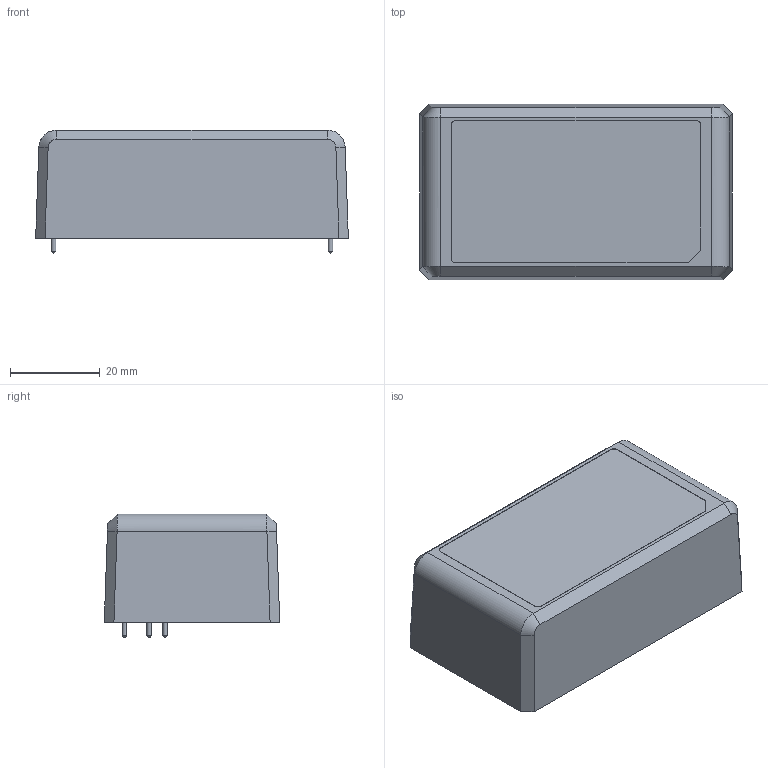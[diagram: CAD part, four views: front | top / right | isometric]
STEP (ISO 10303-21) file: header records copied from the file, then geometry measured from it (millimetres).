
FILE_DESCRIPTION(('FreeCAD Model'),'2;1');
FILE_NAME( 'IRM-30_sp.step', '2018-05-21T14:08:48',('kicad StepUp'),('ksu MCAD'), 'Open CASCADE STEP processor 6.8','FreeCAD','Unknown');
FILE_SCHEMA(('AUTOMOTIVE_DESIGN_CC2 { 1 2 10303 214 -1 1 5 4 }'));
Length unit declared in the file: millimetre
Products named in the file (1): IRM-30_sp
Bounding box: 69.5 x 39 x 27.5 mm (x, y, z)
Volume: 62011.7 mm3; surface area: 10226.2 mm2
Topology: 1 solids, 1 shells, 73 faces, 180 edges, 116 vertices
Faces by surface type: plane 40, cylinder 25, cone 4, bspline 4
Full cylindrical faces by diameter (mm): 1.04 x4
Entity records: 2930 total; most frequent: CARTESIAN_POINT 688, ORIENTED_EDGE 360, DIRECTION 346, EDGE_CURVE 180, AXIS2_PLACEMENT_3D 120, VERTEX_POINT 116, LINE 106, VECTOR 106
